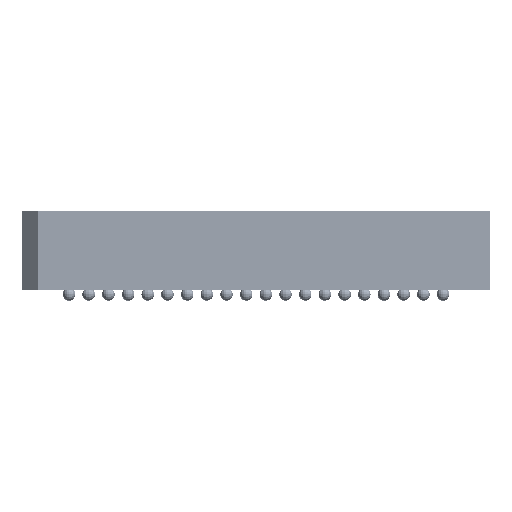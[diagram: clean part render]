
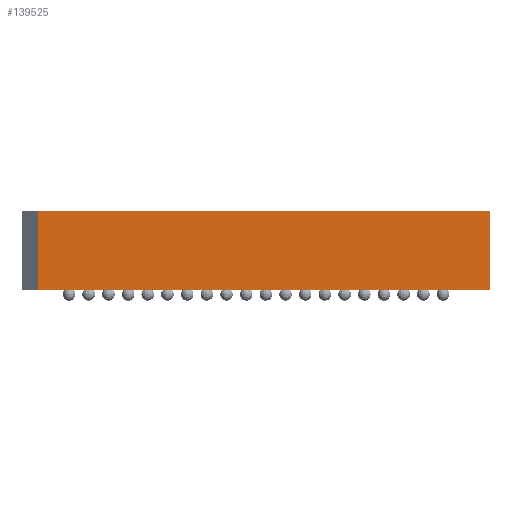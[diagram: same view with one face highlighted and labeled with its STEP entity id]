
A CAD part, front view. The second image highlights one B-rep face of the part: STEP entity #139525.
In plain terms, the highlighted planar face has unit normal (0, -1, 0).
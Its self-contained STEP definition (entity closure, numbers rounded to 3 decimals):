
#136246=CARTESIAN_POINT('',(0.64,0.0,3.18));
#136247=VERTEX_POINT('',#136246);
#136264=CARTESIAN_POINT('',(0.64,0.0,0.0));
#136265=VERTEX_POINT('',#136264);
#136272=CARTESIAN_POINT('',(0.64,0.0,0.0));
#136273=DIRECTION('',(0.0,0.0,1.0));
#136274=VECTOR('',#136273,3.18);
#136275=LINE('',#136272,#136274);
#136276=EDGE_CURVE('',#136265,#136247,#136275,.T.);
#136350=CARTESIAN_POINT('',(19.02,0.0,3.18));
#136351=VERTEX_POINT('',#136350);
#136352=CARTESIAN_POINT('',(19.02,0.0,3.18));
#136353=DIRECTION('',(-1.0,0.0,0.0));
#136354=VECTOR('',#136353,18.38);
#136355=LINE('',#136352,#136354);
#136356=EDGE_CURVE('',#136351,#136247,#136355,.T.);
#139169=CARTESIAN_POINT('',(19.02,0.0,0.0));
#139170=VERTEX_POINT('',#139169);
#139171=CARTESIAN_POINT('',(19.02,0.0,0.0));
#139172=DIRECTION('',(0.0,0.0,1.0));
#139173=VECTOR('',#139172,3.18);
#139174=LINE('',#139171,#139173);
#139175=EDGE_CURVE('',#139170,#136351,#139174,.T.);
#139509=CARTESIAN_POINT('',(19.02,0.0,0.0));
#139510=DIRECTION('',(0.0,-1.0,0.0));
#139511=DIRECTION('',(0.0,0.0,-1.0));
#139512=AXIS2_PLACEMENT_3D('',#139509,#139510,#139511);
#139513=PLANE('',#139512);
#139514=ORIENTED_EDGE('',*,*,#136276,.F.);
#139515=CARTESIAN_POINT('',(0.64,0.0,0.0));
#139516=DIRECTION('',(1.0,0.0,0.0));
#139517=VECTOR('',#139516,18.38);
#139518=LINE('',#139515,#139517);
#139519=EDGE_CURVE('',#136265,#139170,#139518,.T.);
#139520=ORIENTED_EDGE('',*,*,#139519,.T.);
#139521=ORIENTED_EDGE('',*,*,#139175,.T.);
#139522=ORIENTED_EDGE('',*,*,#136356,.T.);
#139523=EDGE_LOOP('',(#139514,#139520,#139521,#139522));
#139524=FACE_OUTER_BOUND('',#139523,.T.);
#139525=ADVANCED_FACE('',(#139524),#139513,.T.);
